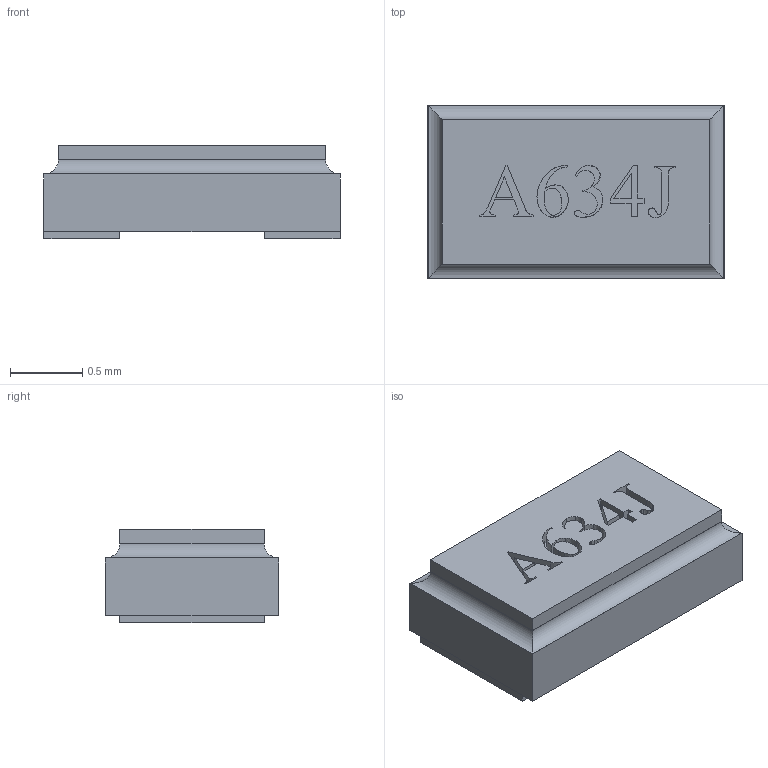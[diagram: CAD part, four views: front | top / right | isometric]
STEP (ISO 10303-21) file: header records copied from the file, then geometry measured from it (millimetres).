
FILE_DESCRIPTION(('FreeCAD Model'),'2;1');
FILE_NAME('Open CASCADE Shape Model','2024-08-03T15:05:19',(''),(''), 'Open CASCADE STEP processor 7.6','FreeCAD','Unknown');
FILE_SCHEMA(('AUTOMOTIVE_DESIGN { 1 0 10303 214 1 1 1 1 }'));
Length unit declared in the file: millimetre
Products named in the file (1): Body
Bounding box: 2.05 x 1.2 x 0.65 mm (x, y, z)
Volume: 1.4 mm3; surface area: 9.5 mm2
Topology: 1 solids, 1 shells, 159 faces, 432 edges, 284 vertices
Faces by surface type: extrusion 81, plane 74, cylinder 4
Entity records: 10791 total; most frequent: CARTESIAN_POINT 2598, DIRECTION 1207, VECTOR 1041, LINE 960, ORIENTED_EDGE 864, PCURVE 864, DEFINITIONAL_REPRESENTATION 864, EDGE_CURVE 432
